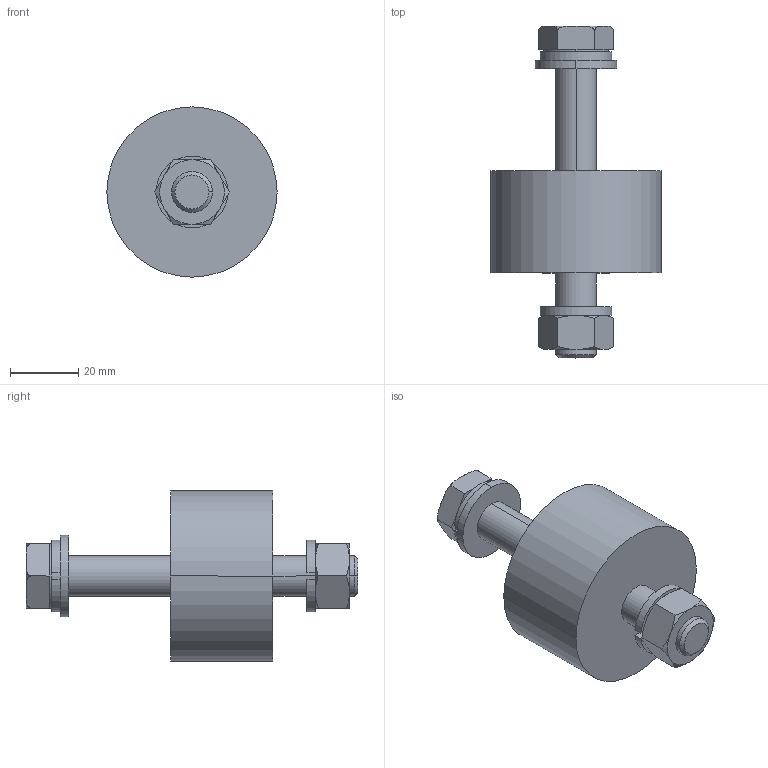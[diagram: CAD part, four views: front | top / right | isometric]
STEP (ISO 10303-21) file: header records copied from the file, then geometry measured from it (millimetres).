
FILE_DESCRIPTION (( 'STEP AP214' ), '1' );
FILE_NAME ('fixing parts.STEP', '2019-10-02T06:18:21', ( '' ), ( '' ), 'SwSTEP 2.0', 'SolidWorks 2016', '' );
FILE_SCHEMA (( 'AUTOMOTIVE_DESIGN' ));
Length unit declared in the file: millimetre
Products named in the file (1): fixing parts
Bounding box: 50 x 97.5 x 50 mm (x, y, z)
Volume: 71940.7 mm3; surface area: 13537 mm2
Topology: 1 solids, 1 shells, 76 faces, 176 edges, 108 vertices
Faces by surface type: plane 34, cylinder 22, cone 14, torus 6
Entity records: 3012 total; most frequent: CARTESIAN_POINT 709, DIRECTION 366, ORIENTED_EDGE 352, EDGE_CURVE 176, AXIS2_PLACEMENT_3D 149, VERTEX_POINT 108, EDGE_LOOP 84, FACE_OUTER_BOUND 76
